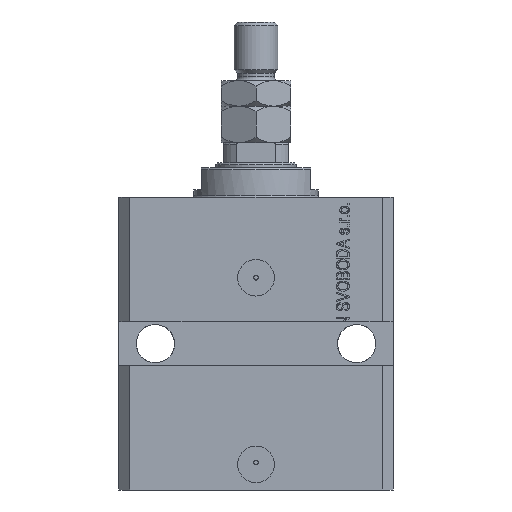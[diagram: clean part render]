
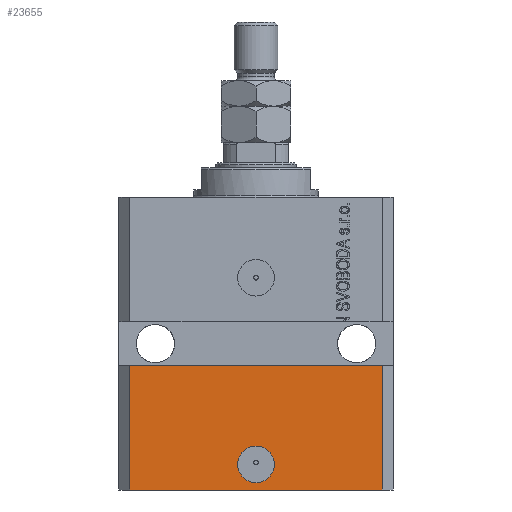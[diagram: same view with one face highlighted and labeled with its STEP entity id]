
A CAD part, front view. The second image highlights one B-rep face of the part: STEP entity #23655.
In plain terms, the highlighted planar face has unit normal (0, -1, 0).
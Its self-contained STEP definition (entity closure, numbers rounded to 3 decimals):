
#1286 = CARTESIAN_POINT ( 'NONE',  ( 34.5, -27.5, -46. ) ) ;
#1945 = CARTESIAN_POINT ( 'NONE',  ( -34.5, -27.5, -80. ) ) ;
#3156 = DIRECTION ( 'NONE',  ( 1., 0., 0. ) ) ;
#5932 = LINE ( 'NONE', #44100, #7269 ) ;
#6104 = DIRECTION ( 'NONE',  ( 0., -1., 0. ) ) ;
#7269 = VECTOR ( 'NONE', #9864, 1000. ) ;
#7487 = CIRCLE ( 'NONE', #41092, 5. ) ;
#7836 = EDGE_CURVE ( 'NONE', #13536, #32753, #28926, .T. ) ;
#9043 = VECTOR ( 'NONE', #21460, 1000. ) ;
#9538 = FACE_BOUND ( 'NONE', #26309, .T. ) ;
#9587 = ORIENTED_EDGE ( 'NONE', *, *, #15629, .F. ) ;
#9864 = DIRECTION ( 'NONE',  ( 0., 0., 1. ) ) ;
#10513 = DIRECTION ( 'NONE',  ( 0., -1., 0. ) ) ;
#11164 = AXIS2_PLACEMENT_3D ( 'NONE', #1945, #6104, #35961 ) ;
#11768 = ORIENTED_EDGE ( 'NONE', *, *, #41764, .T. ) ;
#12148 = ORIENTED_EDGE ( 'NONE', *, *, #33983, .F. ) ;
#12423 = EDGE_LOOP ( 'NONE', ( #26385, #18123, #11768, #17894 ) ) ;
#13536 = VERTEX_POINT ( 'NONE', #46459 ) ;
#14001 = CARTESIAN_POINT ( 'NONE',  ( 34.5, -27.5, -80. ) ) ;
#14155 = DIRECTION ( 'NONE',  ( 1., 0., 0. ) ) ;
#15134 = CARTESIAN_POINT ( 'NONE',  ( 0., -27.5, -73. ) ) ;
#15629 = EDGE_CURVE ( 'NONE', #32826, #48265, #19576, .T. ) ;
#17894 = ORIENTED_EDGE ( 'NONE', *, *, #7836, .T. ) ;
#18123 = ORIENTED_EDGE ( 'NONE', *, *, #44735, .F. ) ;
#18205 = VERTEX_POINT ( 'NONE', #42167 ) ;
#18337 = CARTESIAN_POINT ( 'NONE',  ( -34.5, -27.5, -46. ) ) ;
#19576 = CIRCLE ( 'NONE', #20364, 5. ) ;
#20364 = AXIS2_PLACEMENT_3D ( 'NONE', #15134, #36414, #14155 ) ;
#21460 = DIRECTION ( 'NONE',  ( 1., 0., 0. ) ) ;
#22579 = DIRECTION ( 'NONE',  ( 1., 0., 0. ) ) ;
#22813 = CARTESIAN_POINT ( 'NONE',  ( -34.5, -27.5, -80. ) ) ;
#23655 = ADVANCED_FACE ( 'NONE', ( #9538, #39628 ), #35475, .T. ) ;
#26309 = EDGE_LOOP ( 'NONE', ( #9587, #12148 ) ) ;
#26385 = ORIENTED_EDGE ( 'NONE', *, *, #33323, .F. ) ;
#27820 = VECTOR ( 'NONE', #44321, 1000. ) ;
#28926 = LINE ( 'NONE', #14001, #27820 ) ;
#29853 = CARTESIAN_POINT ( 'NONE',  ( 0., -27.5, -73. ) ) ;
#30614 = VECTOR ( 'NONE', #22579, 1000. ) ;
#32598 = CARTESIAN_POINT ( 'NONE',  ( 5., -27.5, -73. ) ) ;
#32753 = VERTEX_POINT ( 'NONE', #1286 ) ;
#32826 = VERTEX_POINT ( 'NONE', #32598 ) ;
#33323 = EDGE_CURVE ( 'NONE', #35071, #32753, #39565, .T. ) ;
#33983 = EDGE_CURVE ( 'NONE', #48265, #32826, #7487, .T. ) ;
#35071 = VERTEX_POINT ( 'NONE', #18337 ) ;
#35475 = PLANE ( 'NONE',  #11164 ) ;
#35901 = CARTESIAN_POINT ( 'NONE',  ( -37.5, -27.5, -46. ) ) ;
#35961 = DIRECTION ( 'NONE',  ( 0., 0., -1. ) ) ;
#36414 = DIRECTION ( 'NONE',  ( 0., -1., 0. ) ) ;
#39565 = LINE ( 'NONE', #35901, #9043 ) ;
#39628 = FACE_OUTER_BOUND ( 'NONE', #12423, .T. ) ;
#41092 = AXIS2_PLACEMENT_3D ( 'NONE', #29853, #10513, #3156 ) ;
#41647 = LINE ( 'NONE', #22813, #30614 ) ;
#41764 = EDGE_CURVE ( 'NONE', #18205, #13536, #41647, .T. ) ;
#41878 = CARTESIAN_POINT ( 'NONE',  ( -5., -27.5, -73. ) ) ;
#42167 = CARTESIAN_POINT ( 'NONE',  ( -34.5, -27.5, -80. ) ) ;
#44100 = CARTESIAN_POINT ( 'NONE',  ( -34.5, -27.5, -80. ) ) ;
#44321 = DIRECTION ( 'NONE',  ( 0., 0., 1. ) ) ;
#44735 = EDGE_CURVE ( 'NONE', #18205, #35071, #5932, .T. ) ;
#46459 = CARTESIAN_POINT ( 'NONE',  ( 34.5, -27.5, -80. ) ) ;
#48265 = VERTEX_POINT ( 'NONE', #41878 ) ;
